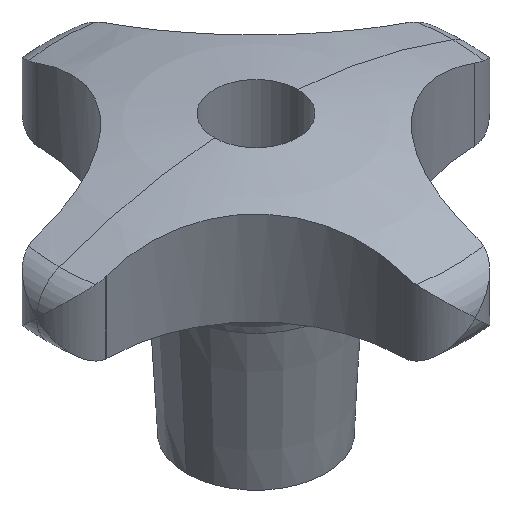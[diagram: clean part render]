
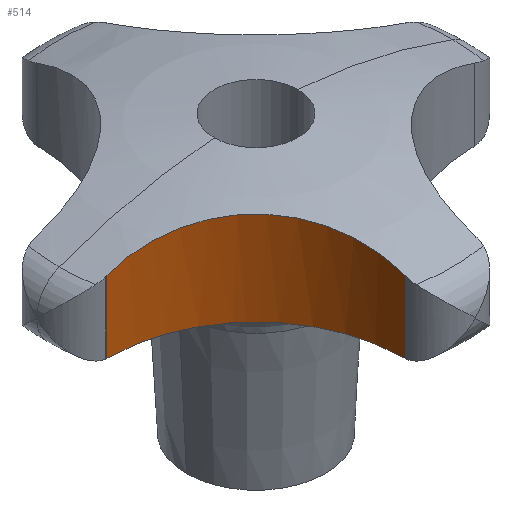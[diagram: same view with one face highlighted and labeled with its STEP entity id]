
A CAD part, isometric view. The second image highlights one B-rep face of the part: STEP entity #514.
In plain terms, the highlighted cylindrical face has radius 21 mm (diameter 42 mm), a partial arc.
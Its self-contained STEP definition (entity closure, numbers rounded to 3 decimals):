
#250=EDGE_CURVE('',#306,#364,#694,.T.);
#306=VERTEX_POINT('',#752);
#326=EDGE_CURVE('',#340,#364,#772,.T.);
#340=VERTEX_POINT('',#786);
#364=VERTEX_POINT('',#813);
#394=VERTEX_POINT('',#848);
#434=EDGE_CURVE('',#494,#394,#893,.T.);
#494=VERTEX_POINT('',#960);
#514=ADVANCED_FACE('',(#981),#982,.F.);
#530=EDGE_CURVE('',#340,#546,#1000,.T.);
#534=EDGE_CURVE('',#546,#590,#1005,.T.);
#546=VERTEX_POINT('',#1018);
#556=EDGE_CURVE('',#590,#614,#1029,.T.);
#590=VERTEX_POINT('',#1066);
#608=EDGE_CURVE('',#614,#494,#1086,.T.);
#614=VERTEX_POINT('',#1092);
#620=EDGE_CURVE('',#394,#306,#1098,.T.);
#694=B_SPLINE_CURVE_WITH_KNOTS('',3,(#1171,#1172,#1173,#1174,#1175,#1176,#1177,#1178,#1179,#1180,#1181,#1182,#1183,#1184,#1185,#1186,#1187,#1188,#1189,#1190,#1191,#1192),.UNSPECIFIED.,.F.,.F.,(4,2,2,2,2,2,2,2,2,2,4),(25.22,28.731,32.243,35.754,39.265,42.681,46.097,49.513,52.929,56.478,58.254),.UNSPECIFIED.);
#752=CARTESIAN_POINT('',(-26.403,-4.999,35.352));
#772=LINE('',#1390,#1391);
#786=CARTESIAN_POINT('',(-4.999,-26.403,25.014));
#813=CARTESIAN_POINT('',(-4.999,-26.403,35.352));
#848=CARTESIAN_POINT('',(-26.403,-4.999,25.014));
#893=B_SPLINE_CURVE_WITH_KNOTS('',3,(#1637,#1638,#1639,#1640),.UNSPECIFIED.,.F.,.F.,(4,4),(-0.457,-0.078),.UNSPECIFIED.);
#960=CARTESIAN_POINT('',(-26.025,-4.995,25.0));
#981=FACE_OUTER_BOUND('',#1820,.T.);
#982=CYLINDRICAL_SURFACE('',#1821,21.0);
#1000=B_SPLINE_CURVE_WITH_KNOTS('',3,(#1848,#1849,#1850,#1851),.UNSPECIFIED.,.F.,.F.,(4,4),(-8.475,-8.097),.UNSPECIFIED.);
#1005=CIRCLE('',#1857,21.0);
#1018=CARTESIAN_POINT('',(-4.995,-26.025,25.0));
#1029=B_SPLINE_CURVE_WITH_KNOTS('',3,(#1895,#1896,#1897,#1898,#1899,#1900,#1901,#1902,#1903,#1904,#1905,#1906,#1907,#1908,#1909,#1910,#1911,#1912,#1913,#1914),.UNSPECIFIED.,.F.,.F.,(4,2,2,2,2,2,2,2,2,4),(-5.619,-4.944,-4.222,-3.754,-3.511,-3.351,-3.197,-2.988,-2.511,-1.04),.UNSPECIFIED.);
#1066=CARTESIAN_POINT('',(-9.608,-12.863,25.0));
#1086=CIRCLE('',#2052,21.0);
#1092=CARTESIAN_POINT('',(-12.863,-9.608,25.0));
#1098=LINE('',#2094,#2095);
#1171=CARTESIAN_POINT('',(-26.403,-4.999,35.352));
#1172=CARTESIAN_POINT('',(-25.299,-4.978,35.74));
#1173=CARTESIAN_POINT('',(-24.14,-5.044,36.114));
#1174=CARTESIAN_POINT('',(-21.793,-5.386,36.796));
#1175=CARTESIAN_POINT('',(-20.605,-5.662,37.103));
#1176=CARTESIAN_POINT('',(-18.283,-6.424,37.627));
#1177=CARTESIAN_POINT('',(-17.148,-6.911,37.844));
#1178=CARTESIAN_POINT('',(-15.,-8.062,38.176));
#1179=CARTESIAN_POINT('',(-13.988,-8.727,38.291));
#1180=CARTESIAN_POINT('',(-12.171,-10.146,38.423));
#1181=CARTESIAN_POINT('',(-11.299,-10.946,38.447));
#1182=CARTESIAN_POINT('',(-9.685,-12.713,38.397));
#1183=CARTESIAN_POINT('',(-8.943,-13.679,38.322));
#1184=CARTESIAN_POINT('',(-7.643,-15.716,38.077));
#1185=CARTESIAN_POINT('',(-7.084,-16.789,37.906));
#1186=CARTESIAN_POINT('',(-6.172,-18.965,37.483));
#1187=CARTESIAN_POINT('',(-5.818,-20.069,37.231));
#1188=CARTESIAN_POINT('',(-5.298,-22.26,36.667));
#1189=CARTESIAN_POINT('',(-5.119,-23.43,36.331));
#1190=CARTESIAN_POINT('',(-5.001,-25.209,35.762));
#1191=CARTESIAN_POINT('',(-4.987,-25.806,35.562));
#1192=CARTESIAN_POINT('',(-4.999,-26.403,35.352));
#1390=CARTESIAN_POINT('',(-4.999,-26.403,0.));
#1391=VECTOR('',#2293,1.0);
#1637=CARTESIAN_POINT('',(-26.025,-4.995,25.0));
#1638=CARTESIAN_POINT('',(-26.151,-4.995,25.0));
#1639=CARTESIAN_POINT('',(-26.277,-4.997,25.005));
#1640=CARTESIAN_POINT('',(-26.403,-4.999,25.014));
#1820=EDGE_LOOP('',(#2546,#2547,#2548,#2549,#2550,#2551,#2552,#2553));
#1821=AXIS2_PLACEMENT_3D('',#2554,#2555,#2556);
#1848=CARTESIAN_POINT('',(-4.999,-26.403,25.014));
#1849=CARTESIAN_POINT('',(-4.997,-26.277,25.005));
#1850=CARTESIAN_POINT('',(-4.995,-26.151,25.0));
#1851=CARTESIAN_POINT('',(-4.995,-26.025,25.0));
#1857=AXIS2_PLACEMENT_3D('',#2588,#2589,#2590);
#1895=CARTESIAN_POINT('',(-9.608,-12.863,25.0));
#1896=CARTESIAN_POINT('',(-9.749,-12.686,25.0));
#1897=CARTESIAN_POINT('',(-9.894,-12.512,24.999));
#1898=CARTESIAN_POINT('',(-10.199,-12.155,24.997));
#1899=CARTESIAN_POINT('',(-10.36,-11.974,24.995));
#1900=CARTESIAN_POINT('',(-10.631,-11.679,24.993));
#1901=CARTESIAN_POINT('',(-10.739,-11.564,24.992));
#1902=CARTESIAN_POINT('',(-10.904,-11.391,24.992));
#1903=CARTESIAN_POINT('',(-10.961,-11.332,24.992));
#1904=CARTESIAN_POINT('',(-11.056,-11.236,24.991));
#1905=CARTESIAN_POINT('',(-11.094,-11.198,24.991));
#1906=CARTESIAN_POINT('',(-11.169,-11.123,24.991));
#1907=CARTESIAN_POINT('',(-11.205,-11.086,24.991));
#1908=CARTESIAN_POINT('',(-11.292,-11.001,24.992));
#1909=CARTESIAN_POINT('',(-11.343,-10.952,24.992));
#1910=CARTESIAN_POINT('',(-11.509,-10.791,24.992));
#1911=CARTESIAN_POINT('',(-11.625,-10.68,24.993));
#1912=CARTESIAN_POINT('',(-12.107,-10.236,24.996));
#1913=CARTESIAN_POINT('',(-12.48,-9.915,25.0));
#1914=CARTESIAN_POINT('',(-12.863,-9.608,25.0));
#2052=AXIS2_PLACEMENT_3D('',#2675,#2676,#2677);
#2094=CARTESIAN_POINT('',(-26.403,-4.999,0.));
#2095=VECTOR('',#2682,1.0);
#2293=DIRECTION('',(0.0,0.,1.0));
#2546=ORIENTED_EDGE('',*,*,#250,.F.);
#2547=ORIENTED_EDGE('',*,*,#620,.F.);
#2548=ORIENTED_EDGE('',*,*,#434,.F.);
#2549=ORIENTED_EDGE('',*,*,#608,.F.);
#2550=ORIENTED_EDGE('',*,*,#556,.F.);
#2551=ORIENTED_EDGE('',*,*,#534,.F.);
#2552=ORIENTED_EDGE('',*,*,#530,.F.);
#2553=ORIENTED_EDGE('',*,*,#326,.T.);
#2554=CARTESIAN_POINT('',(-25.995,-25.995,0.));
#2555=DIRECTION('',(0.,0.,-1.0));
#2556=DIRECTION('',(-0.019,1.,0.));
#2588=CARTESIAN_POINT('',(-25.995,-25.995,25.0));
#2589=DIRECTION('',(0.,0.,1.0));
#2590=DIRECTION('',(-0.019,1.,0.));
#2675=CARTESIAN_POINT('',(-25.995,-25.995,25.0));
#2676=DIRECTION('',(0.,0.,1.0));
#2677=DIRECTION('',(-0.019,1.,0.));
#2682=DIRECTION('',(0.0,0.,1.0));
